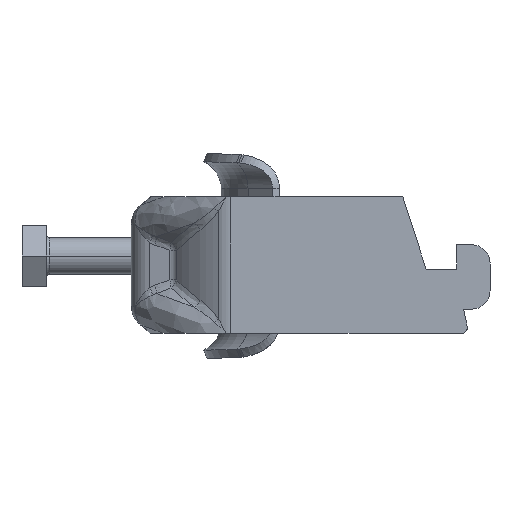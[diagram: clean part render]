
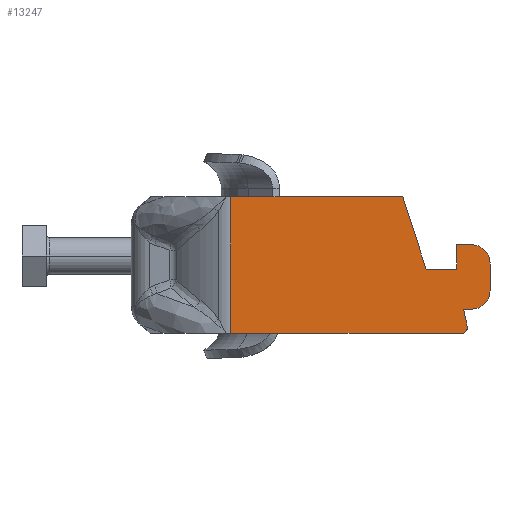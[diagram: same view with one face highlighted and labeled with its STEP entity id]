
A CAD part, left-side view. The second image highlights one B-rep face of the part: STEP entity #13247.
In plain terms, the highlighted planar face has unit normal (-1, 0, 0).
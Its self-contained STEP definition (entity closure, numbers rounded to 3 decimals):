
#56 = EDGE_CURVE ( 'NONE', #1875, #1171, #13583, .T. ) ;
#97 = LINE ( 'NONE', #2303, #6358 ) ;
#223 = DIRECTION ( 'NONE',  ( 1., 0., 0. ) ) ;
#235 = DIRECTION ( 'NONE',  ( 0., 1., 0. ) ) ;
#337 = EDGE_CURVE ( 'NONE', #809, #3595, #533, .T. ) ;
#347 = DIRECTION ( 'NONE',  ( 1., 0., 0. ) ) ;
#368 = EDGE_CURVE ( 'NONE', #3595, #786, #5137, .T. ) ;
#410 = DIRECTION ( 'NONE',  ( -1., 0., 0. ) ) ;
#480 = LINE ( 'NONE', #13041, #5487 ) ;
#533 = LINE ( 'NONE', #7073, #8529 ) ;
#550 = DIRECTION ( 'NONE',  ( 0., 1., 0. ) ) ;
#786 = VERTEX_POINT ( 'NONE', #7123 ) ;
#809 = VERTEX_POINT ( 'NONE', #5121 ) ;
#921 = CARTESIAN_POINT ( 'NONE',  ( -19.5, -103., 3.35 ) ) ;
#1048 = AXIS2_PLACEMENT_3D ( 'NONE', #10973, #410, #550 ) ;
#1055 = ORIENTED_EDGE ( 'NONE', *, *, #10553, .T. ) ;
#1069 = CARTESIAN_POINT ( 'NONE',  ( -19.5, -16.348, -11.25 ) ) ;
#1171 = VERTEX_POINT ( 'NONE', #13327 ) ;
#1335 = DIRECTION ( 'NONE',  ( 0., 1., 0. ) ) ;
#1775 = EDGE_CURVE ( 'NONE', #4254, #6281, #7428, .T. ) ;
#1875 = VERTEX_POINT ( 'NONE', #6028 ) ;
#1879 = VERTEX_POINT ( 'NONE', #2784 ) ;
#2303 = CARTESIAN_POINT ( 'NONE',  ( -19.5, -103., 11.25 ) ) ;
#2442 = DIRECTION ( 'NONE',  ( 0., 1., 0. ) ) ;
#2461 = VECTOR ( 'NONE', #9344, 1000. ) ;
#2710 = CARTESIAN_POINT ( 'NONE',  ( -19.5, -59., -4.25 ) ) ;
#2770 = EDGE_CURVE ( 'NONE', #3705, #6247, #4863, .T. ) ;
#2784 = CARTESIAN_POINT ( 'NONE',  ( -19.5, -56., -7.25 ) ) ;
#2940 = EDGE_CURVE ( 'NONE', #1879, #9416, #12736, .T. ) ;
#2942 = VERTEX_POINT ( 'NONE', #7929 ) ;
#3032 = EDGE_CURVE ( 'NONE', #4261, #1875, #11250, .T. ) ;
#3335 = ORIENTED_EDGE ( 'NONE', *, *, #3459, .F. ) ;
#3459 = EDGE_CURVE ( 'NONE', #3705, #809, #11419, .T. ) ;
#3516 = DIRECTION ( 'NONE',  ( 0., 1., 0. ) ) ;
#3595 = VERTEX_POINT ( 'NONE', #13330 ) ;
#3644 = CARTESIAN_POINT ( 'NONE',  ( -19.5, -53.5, -11.25 ) ) ;
#3705 = VERTEX_POINT ( 'NONE', #11335 ) ;
#3779 = DIRECTION ( 'NONE',  ( 0., 0., -1. ) ) ;
#3843 = DIRECTION ( 'NONE',  ( 0., 1., 0. ) ) ;
#4142 = VECTOR ( 'NONE', #10184, 1000. ) ;
#4157 = EDGE_CURVE ( 'NONE', #2942, #4261, #5651, .T. ) ;
#4236 = ORIENTED_EDGE ( 'NONE', *, *, #368, .F. ) ;
#4254 = VERTEX_POINT ( 'NONE', #8140 ) ;
#4261 = VERTEX_POINT ( 'NONE', #6203 ) ;
#4684 = FACE_OUTER_BOUND ( 'NONE', #10282, .T. ) ;
#4729 = DIRECTION ( 'NONE',  ( 0., 1., 0. ) ) ;
#4784 = VECTOR ( 'NONE', #11295, 1000. ) ;
#4863 = LINE ( 'NONE', #10058, #4784 ) ;
#5009 = PLANE ( 'NONE',  #11025 ) ;
#5121 = CARTESIAN_POINT ( 'NONE',  ( -19.5, -54.265, -11.25 ) ) ;
#5137 = LINE ( 'NONE', #1069, #11172 ) ;
#5188 = ORIENTED_EDGE ( 'NONE', *, *, #10558, .T. ) ;
#5366 = DIRECTION ( 'NONE',  ( 0., 0.309, 0.951 ) ) ;
#5487 = VECTOR ( 'NONE', #12901, 1000. ) ;
#5555 = DIRECTION ( 'NONE',  ( -1., 0., 0. ) ) ;
#5651 = LINE ( 'NONE', #3644, #6559 ) ;
#5758 = CARTESIAN_POINT ( 'NONE',  ( -19.5, -59., -11.25 ) ) ;
#5822 = LINE ( 'NONE', #5758, #4142 ) ;
#6028 = CARTESIAN_POINT ( 'NONE',  ( -19.5, -48.5, -0.65 ) ) ;
#6203 = CARTESIAN_POINT ( 'NONE',  ( -19.5, -53.5, -0.65 ) ) ;
#6247 = VERTEX_POINT ( 'NONE', #7639 ) ;
#6281 = VERTEX_POINT ( 'NONE', #11785 ) ;
#6358 = VECTOR ( 'NONE', #235, 1000. ) ;
#6451 = CARTESIAN_POINT ( 'NONE',  ( -19.5, -103., -0.65 ) ) ;
#6559 = VECTOR ( 'NONE', #3779, 1000. ) ;
#6956 = ORIENTED_EDGE ( 'NONE', *, *, #3032, .T. ) ;
#7073 = CARTESIAN_POINT ( 'NONE',  ( -19.5, -103., -11.25 ) ) ;
#7123 = CARTESIAN_POINT ( 'NONE',  ( -19.5, -16.348, 11.25 ) ) ;
#7275 = DIRECTION ( 'NONE',  ( 0., 0., 1. ) ) ;
#7428 = CIRCLE ( 'NONE', #12067, 3. ) ;
#7639 = CARTESIAN_POINT ( 'NONE',  ( -19.5, -54.65, -7.25 ) ) ;
#7875 = VECTOR ( 'NONE', #3843, 1000. ) ;
#7929 = CARTESIAN_POINT ( 'NONE',  ( -19.5, -53.5, 3.35 ) ) ;
#8140 = CARTESIAN_POINT ( 'NONE',  ( -19.5, -59., 0.35 ) ) ;
#8273 = ORIENTED_EDGE ( 'NONE', *, *, #2770, .T. ) ;
#8529 = VECTOR ( 'NONE', #4729, 1000. ) ;
#8546 = CARTESIAN_POINT ( 'NONE',  ( -19.5, -56.82, -26.255 ) ) ;
#8771 = AXIS2_PLACEMENT_3D ( 'NONE', #10860, #223, #1335 ) ;
#9050 = ORIENTED_EDGE ( 'NONE', *, *, #2940, .T. ) ;
#9297 = EDGE_CURVE ( 'NONE', #6281, #2942, #11139, .T. ) ;
#9344 = DIRECTION ( 'NONE',  ( 0., 1., 0. ) ) ;
#9416 = VERTEX_POINT ( 'NONE', #2710 ) ;
#9593 = ORIENTED_EDGE ( 'NONE', *, *, #1775, .T. ) ;
#9842 = CARTESIAN_POINT ( 'NONE',  ( -19.5, -56., 0.35 ) ) ;
#9964 = EDGE_CURVE ( 'NONE', #6247, #1879, #480, .T. ) ;
#10019 = CARTESIAN_POINT ( 'NONE',  ( -19.5, -103., -11.25 ) ) ;
#10040 = ORIENTED_EDGE ( 'NONE', *, *, #9964, .T. ) ;
#10058 = CARTESIAN_POINT ( 'NONE',  ( -19.5, -57.553, -20.91 ) ) ;
#10184 = DIRECTION ( 'NONE',  ( 0., 0., 1. ) ) ;
#10282 = EDGE_LOOP ( 'NONE', ( #3335, #8273, #10040, #9050, #5188, #9593, #10883, #11040, #6956, #11808, #1055, #4236, #12123 ) ) ;
#10553 = EDGE_CURVE ( 'NONE', #1171, #786, #97, .T. ) ;
#10558 = EDGE_CURVE ( 'NONE', #9416, #4254, #5822, .T. ) ;
#10860 = CARTESIAN_POINT ( 'NONE',  ( -19.5, -54.265, -10.25 ) ) ;
#10883 = ORIENTED_EDGE ( 'NONE', *, *, #9297, .T. ) ;
#10973 = CARTESIAN_POINT ( 'NONE',  ( -19.5, -56., -4.25 ) ) ;
#11025 = AXIS2_PLACEMENT_3D ( 'NONE', #10019, #347, #3516 ) ;
#11040 = ORIENTED_EDGE ( 'NONE', *, *, #4157, .T. ) ;
#11139 = LINE ( 'NONE', #921, #2461 ) ;
#11172 = VECTOR ( 'NONE', #7275, 1000. ) ;
#11250 = LINE ( 'NONE', #6451, #7875 ) ;
#11295 = DIRECTION ( 'NONE',  ( 0., 0.208, 0.978 ) ) ;
#11335 = CARTESIAN_POINT ( 'NONE',  ( -19.5, -55.243, -10.042 ) ) ;
#11419 = CIRCLE ( 'NONE', #8771, 1. ) ;
#11785 = CARTESIAN_POINT ( 'NONE',  ( -19.5, -56., 3.35 ) ) ;
#11808 = ORIENTED_EDGE ( 'NONE', *, *, #56, .T. ) ;
#12067 = AXIS2_PLACEMENT_3D ( 'NONE', #9842, #5555, #2442 ) ;
#12123 = ORIENTED_EDGE ( 'NONE', *, *, #337, .F. ) ;
#12736 = CIRCLE ( 'NONE', #1048, 3. ) ;
#12901 = DIRECTION ( 'NONE',  ( 0., -1., 0. ) ) ;
#13041 = CARTESIAN_POINT ( 'NONE',  ( -19.5, -103., -7.25 ) ) ;
#13151 = VECTOR ( 'NONE', #5366, 1000. ) ;
#13247 = ADVANCED_FACE ( 'NONE', ( #4684 ), #5009, .F. ) ;
#13327 = CARTESIAN_POINT ( 'NONE',  ( -19.5, -44.633, 11.25 ) ) ;
#13330 = CARTESIAN_POINT ( 'NONE',  ( -19.5, -16.348, -11.25 ) ) ;
#13583 = LINE ( 'NONE', #8546, #13151 ) ;
